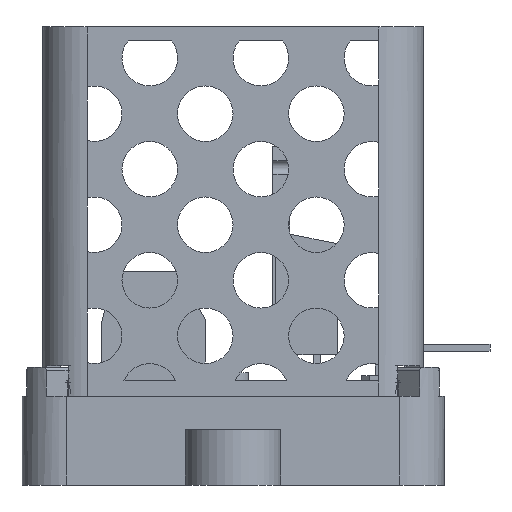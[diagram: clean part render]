
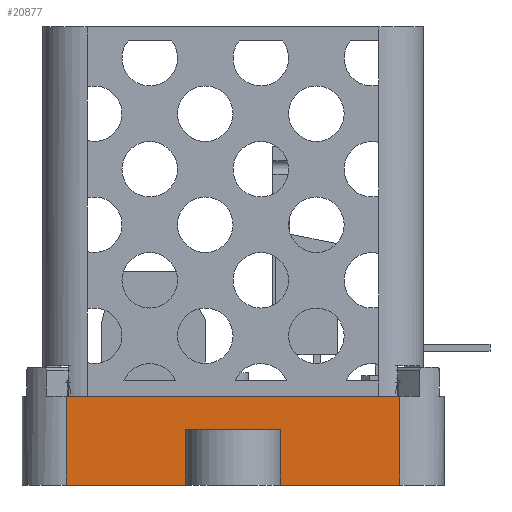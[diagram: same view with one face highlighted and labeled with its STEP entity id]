
A CAD part, left-side view. The second image highlights one B-rep face of the part: STEP entity #20877.
In plain terms, the highlighted planar face has unit normal (-1, 0, 0).
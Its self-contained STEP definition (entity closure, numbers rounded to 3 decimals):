
#2077=FACE_OUTER_BOUND('',#3285,.T.);
#3285=EDGE_LOOP('',(#18334,#18335,#18336,#18337,#18338,#18339,#18340,#18341));
#5421=LINE('',#35133,#7671);
#5427=LINE('',#35145,#7677);
#5428=LINE('',#35150,#7678);
#5429=LINE('',#35153,#7679);
#5430=LINE('',#35155,#7680);
#5431=LINE('',#35157,#7681);
#5432=LINE('',#35159,#7682);
#5433=LINE('',#35160,#7683);
#7671=VECTOR('',#27440,10.);
#7677=VECTOR('',#27448,10.);
#7678=VECTOR('',#27457,10.);
#7679=VECTOR('',#27460,10.);
#7680=VECTOR('',#27461,10.);
#7681=VECTOR('',#27462,10.);
#7682=VECTOR('',#27463,10.);
#7683=VECTOR('',#27464,10.);
#10084=VERTEX_POINT('',#35130);
#10085=VERTEX_POINT('',#35132);
#10087=VERTEX_POINT('',#35138);
#10090=VERTEX_POINT('',#35143);
#10091=VERTEX_POINT('',#35152);
#10092=VERTEX_POINT('',#35154);
#10093=VERTEX_POINT('',#35156);
#10094=VERTEX_POINT('',#35158);
#12905=EDGE_CURVE('',#10085,#10084,#5421,.T.);
#12911=EDGE_CURVE('',#10087,#10090,#5427,.T.);
#12914=EDGE_CURVE('',#10090,#10085,#5428,.T.);
#12915=EDGE_CURVE('',#10091,#10084,#5429,.F.);
#12916=EDGE_CURVE('',#10092,#10091,#5430,.T.);
#12917=EDGE_CURVE('',#10093,#10092,#5431,.T.);
#12918=EDGE_CURVE('',#10094,#10093,#5432,.T.);
#12919=EDGE_CURVE('',#10087,#10094,#5433,.F.);
#18334=ORIENTED_EDGE('',*,*,#12911,.T.);
#18335=ORIENTED_EDGE('',*,*,#12914,.T.);
#18336=ORIENTED_EDGE('',*,*,#12905,.T.);
#18337=ORIENTED_EDGE('',*,*,#12915,.F.);
#18338=ORIENTED_EDGE('',*,*,#12916,.F.);
#18339=ORIENTED_EDGE('',*,*,#12917,.F.);
#18340=ORIENTED_EDGE('',*,*,#12918,.F.);
#18341=ORIENTED_EDGE('',*,*,#12919,.F.);
#19921=PLANE('',#22630);
#20877=ADVANCED_FACE('',(#2077),#19921,.T.);
#22630=AXIS2_PLACEMENT_3D('',#35151,#27458,#27459);
#27440=DIRECTION('',(0.,0.,-1.));
#27448=DIRECTION('',(0.,0.,1.));
#27457=DIRECTION('',(0.,-1.,0.));
#27458=DIRECTION('center_axis',(-1.,0.,0.));
#27459=DIRECTION('ref_axis',(0.,0.,1.));
#27460=DIRECTION('',(0.,-1.,0.));
#27461=DIRECTION('',(0.,0.,-1.));
#27462=DIRECTION('',(0.,-1.,0.));
#27463=DIRECTION('',(0.,0.,1.));
#27464=DIRECTION('',(0.,-1.,0.));
#35130=CARTESIAN_POINT('',(-2.698,9.525,-4.6));
#35132=CARTESIAN_POINT('',(-2.698,9.525,-0.6));
#35133=CARTESIAN_POINT('',(-2.698,9.525,-2.475));
#35138=CARTESIAN_POINT('',(-2.698,15.493,-4.6));
#35143=CARTESIAN_POINT('',(-2.698,15.493,-0.6));
#35145=CARTESIAN_POINT('',(-2.698,15.493,-2.475));
#35150=CARTESIAN_POINT('',(-2.698,12.509,-0.6));
#35151=CARTESIAN_POINT('Origin',(-2.698,12.509,-0.349));
#35152=CARTESIAN_POINT('',(-2.698,0.509,-4.6));
#35153=CARTESIAN_POINT('',(-2.698,7.259,-4.6));
#35154=CARTESIAN_POINT('',(-2.698,0.509,1.8));
#35155=CARTESIAN_POINT('',(-2.698,0.509,-3.35));
#35156=CARTESIAN_POINT('',(-2.698,24.509,1.8));
#35157=CARTESIAN_POINT('',(-2.698,7.259,1.8));
#35158=CARTESIAN_POINT('',(-2.698,24.509,-4.6));
#35159=CARTESIAN_POINT('',(-2.698,24.509,-3.6));
#35160=CARTESIAN_POINT('',(-2.698,7.259,-4.6));
